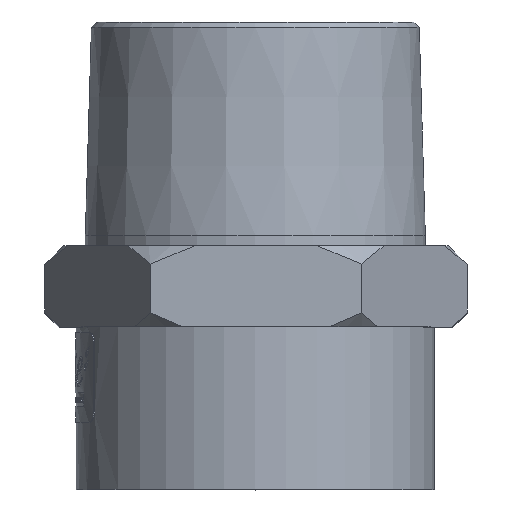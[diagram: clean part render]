
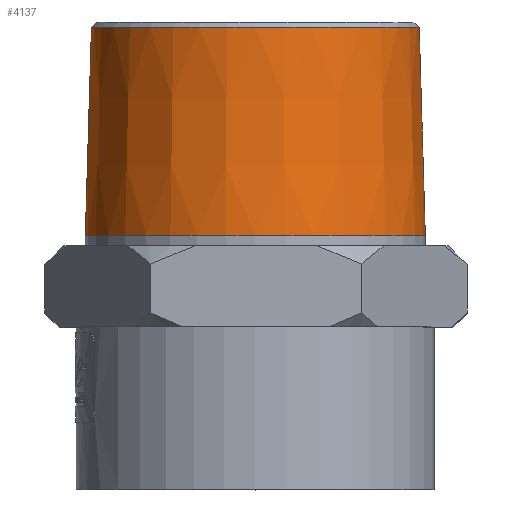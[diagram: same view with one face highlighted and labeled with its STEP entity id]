
A CAD part, top view. The second image highlights one B-rep face of the part: STEP entity #4137.
In plain terms, the highlighted conical face has half-angle 1.68 degrees and reference radius 16.423 mm.
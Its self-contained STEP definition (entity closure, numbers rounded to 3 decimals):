
#41=CONICAL_SURFACE('',#4457,16.423,1.68);
#80=FACE_BOUND('',#1255,.T.);
#992=FACE_OUTER_BOUND('',#1254,.T.);
#1254=EDGE_LOOP('',(#3738));
#1255=EDGE_LOOP('',(#3739));
#1614=CIRCLE('',#4455,16.13);
#1616=CIRCLE('',#4458,16.731);
#2005=VERTEX_POINT('',#10227);
#2007=VERTEX_POINT('',#10232);
#2603=EDGE_CURVE('',#2005,#2005,#1614,.T.);
#2605=EDGE_CURVE('',#2007,#2007,#1616,.T.);
#3738=ORIENTED_EDGE('',*,*,#2605,.T.);
#3739=ORIENTED_EDGE('',*,*,#2603,.F.);
#4137=ADVANCED_FACE('',(#992,#80),#41,.T.);
#4455=AXIS2_PLACEMENT_3D('',#10228,#5314,#5315);
#4457=AXIS2_PLACEMENT_3D('',#10231,#5318,#5319);
#4458=AXIS2_PLACEMENT_3D('',#10233,#5320,#5321);
#5314=DIRECTION('center_axis',(0.,1.,0.));
#5315=DIRECTION('ref_axis',(1.,0.,0.));
#5318=DIRECTION('center_axis',(0.,-1.,0.));
#5319=DIRECTION('ref_axis',(-1.,0.,0.));
#5320=DIRECTION('center_axis',(0.,1.,0.));
#5321=DIRECTION('ref_axis',(1.,0.,0.));
#10227=CARTESIAN_POINT('',(-16.197,42.776,0.));
#10228=CARTESIAN_POINT('Origin',(-0.067,42.776,0.));
#10231=CARTESIAN_POINT('Origin',(-0.067,32.776,0.));
#10232=CARTESIAN_POINT('',(-16.798,22.276,0.));
#10233=CARTESIAN_POINT('Origin',(-0.067,22.276,0.));
